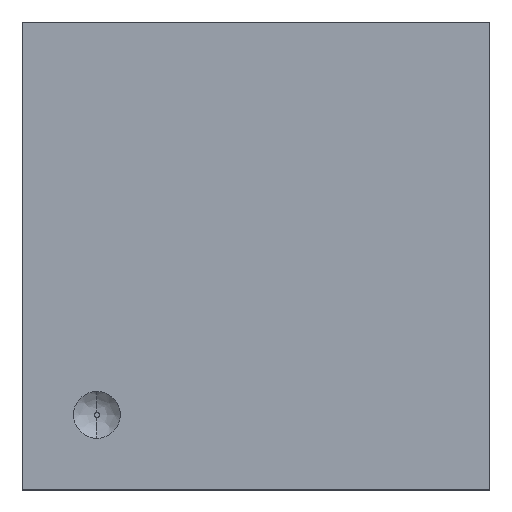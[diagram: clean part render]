
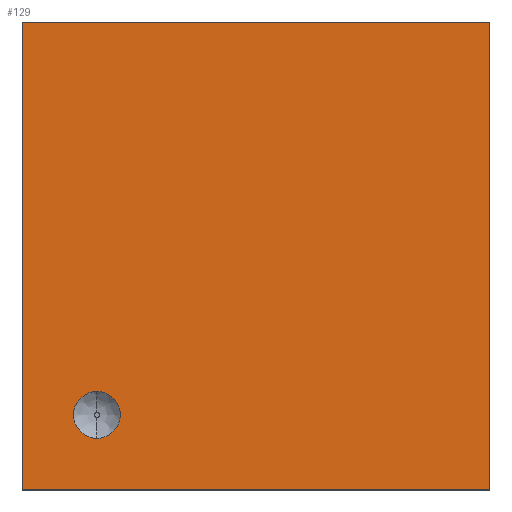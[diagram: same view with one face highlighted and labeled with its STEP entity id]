
A CAD part, top view. The second image highlights one B-rep face of the part: STEP entity #129.
In plain terms, the highlighted planar face has unit normal (0, 0, 1).
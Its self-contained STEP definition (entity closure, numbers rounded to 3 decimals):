
#2=DIRECTION('',(0.,-1.,0.));
#3=VECTOR('',#2,2.5);
#4=CARTESIAN_POINT('',(-1.25,1.25,0.));
#5=LINE('',#4,#3);
#6=DIRECTION('',(-1.,0.,0.));
#7=VECTOR('',#6,2.5);
#8=CARTESIAN_POINT('',(1.25,1.25,0.));
#9=LINE('',#8,#7);
#10=DIRECTION('',(0.,1.,0.));
#11=VECTOR('',#10,2.5);
#12=CARTESIAN_POINT('',(1.25,-1.25,0.));
#13=LINE('',#12,#11);
#14=DIRECTION('',(1.,0.,0.));
#15=VECTOR('',#14,2.5);
#16=CARTESIAN_POINT('',(-1.25,-1.25,0.));
#17=LINE('',#16,#15);
#18=CARTESIAN_POINT('',(-0.85,-0.85,0.));
#19=DIRECTION('',(0.,0.,1.));
#20=DIRECTION('',(0.,1.,0.));
#21=AXIS2_PLACEMENT_3D('',#18,#19,#20);
#23=CARTESIAN_POINT('',(-0.85,-0.85,0.));
#24=DIRECTION('',(0.,0.,1.));
#25=DIRECTION('',(0.,-1.,0.));
#26=AXIS2_PLACEMENT_3D('',#23,#24,#25);
#86=CARTESIAN_POINT('',(-1.25,1.25,0.));
#87=CARTESIAN_POINT('',(-1.25,-1.25,0.));
#88=VERTEX_POINT('',#86);
#89=VERTEX_POINT('',#87);
#90=CARTESIAN_POINT('',(1.25,-1.25,0.));
#91=VERTEX_POINT('',#90);
#92=CARTESIAN_POINT('',(1.25,1.25,0.));
#93=VERTEX_POINT('',#92);
#104=CARTESIAN_POINT('',(-0.85,-0.725,0.));
#105=CARTESIAN_POINT('',(-0.85,-0.975,0.));
#106=VERTEX_POINT('',#104);
#107=VERTEX_POINT('',#105);
#108=CARTESIAN_POINT('',(0.,0.,0.));
#109=DIRECTION('',(0.,0.,1.));
#110=DIRECTION('',(1.,0.,0.));
#111=AXIS2_PLACEMENT_3D('',#108,#109,#110);
#112=PLANE('',#111);
#114=ORIENTED_EDGE('',*,*,#113,.F.);
#116=ORIENTED_EDGE('',*,*,#115,.F.);
#118=ORIENTED_EDGE('',*,*,#117,.F.);
#120=ORIENTED_EDGE('',*,*,#119,.F.);
#121=EDGE_LOOP('',(#114,#116,#118,#120));
#122=FACE_OUTER_BOUND('',#121,.F.);
#124=ORIENTED_EDGE('',*,*,#123,.T.);
#126=ORIENTED_EDGE('',*,*,#125,.T.);
#127=EDGE_LOOP('',(#124,#126));
#128=FACE_BOUND('',#127,.F.);
#22=CIRCLE('',#21,0.125);
#27=CIRCLE('',#26,0.125);
#113=EDGE_CURVE('',#88,#89,#5,.T.);
#115=EDGE_CURVE('',#93,#88,#9,.T.);
#117=EDGE_CURVE('',#91,#93,#13,.T.);
#119=EDGE_CURVE('',#89,#91,#17,.T.);
#123=EDGE_CURVE('',#106,#107,#22,.T.);
#125=EDGE_CURVE('',#107,#106,#27,.T.);
#129=ADVANCED_FACE('',(#122,#128),#112,.T.);
